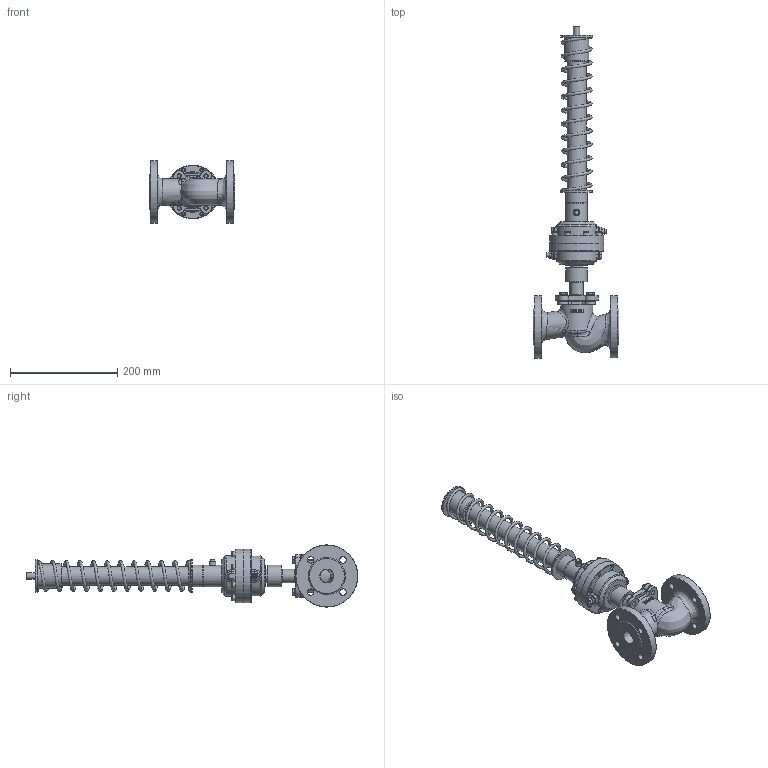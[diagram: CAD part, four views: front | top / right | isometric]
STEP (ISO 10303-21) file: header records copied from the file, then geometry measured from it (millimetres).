
FILE_DESCRIPTION(/* description */ (''),/* implementation_level */ '2;1');
FILE_NAME(/* name */ 'DN25_3D_STEP.stp',/* time_stamp */ '2024-04-23T23:52:21+03:00',/* author */ ('igorr'),/* organization */ (''),/* preprocessor_version */ 'ST-DEVELOPER v19.2',/* originating_system */ 'Autodesk Inventor 2023',/* authorisation */ '');
FILE_SCHEMA (('AUTOMOTIVE_DESIGN { 1 0 10303 214 3 1 1 }'));
Length unit declared in the file: millimetre
Products named in the file (6): Сборка; Деталь2; Деталь1; AS 1110 - M8 x 12; AS 1110 - M5 x 10; AS 1420 - 1973 - M6 x 25
Assembly tree (15 placements, depth 2):
  Сборка
    Деталь2
    Деталь1
    AS 1110 - M8 x 12  x4
    AS 1110 - M5 x 10
    AS 1420 - 1973 - M6 x 25  x8
Bounding box: 160 x 618 x 116 mm (x, y, z)
Volume: 1619902.5 mm3; surface area: 256253.7 mm2
Topology: 15 solids, 15 shells, 620 faces, 1492 edges, 949 vertices
Faces by surface type: plane 266, cylinder 161, torus 76, cone 61, bspline 56
Full cylindrical faces by diameter (mm): 4 x2, 5 x1, 6 x8, 7 x16, 8 x15, 10 x8, 12 x10, 13 x4, 25 x4, 35 x1, 40 x4, 45 x1, 60 x4, 100 x2, 116 x2
Entity records: 20286 total; most frequent: CARTESIAN_POINT 9027, DIRECTION 2258, ORIENTED_EDGE 2172, EDGE_CURVE 1086, AXIS2_PLACEMENT_3D 926, VERTEX_POINT 691, EDGE_LOOP 547, CIRCLE 507
